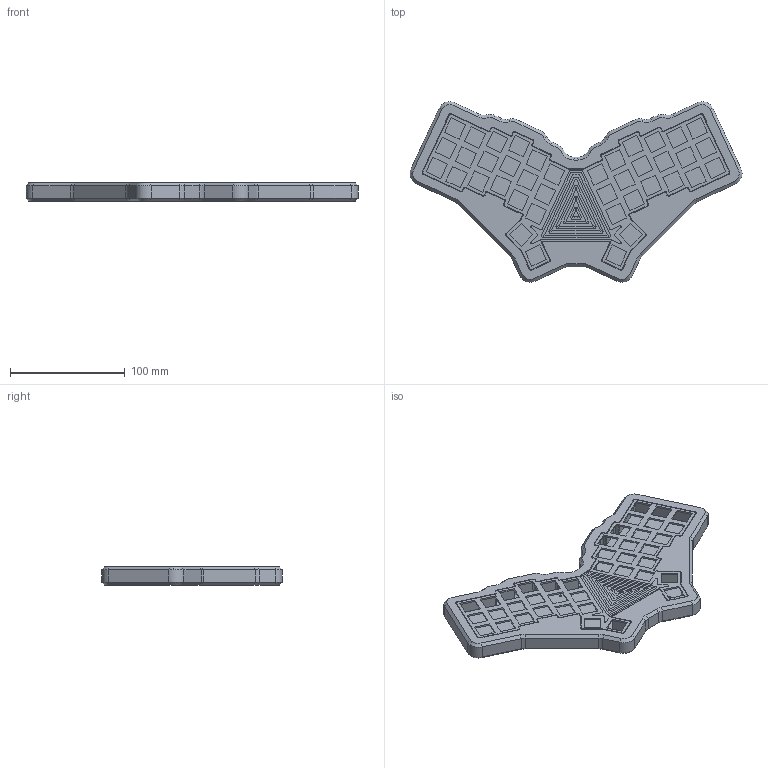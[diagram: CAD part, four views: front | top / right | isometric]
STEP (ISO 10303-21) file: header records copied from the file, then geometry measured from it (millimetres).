
FILE_DESCRIPTION(('HOOPS Exchange Step'),'2;1');
FILE_NAME('temp_export','2024-06-04T19:49:21-04:00',('jscotto'),('Shapr3D Limited'),'HOOPS Exchange 2024.2','Shapr3D','Authorized');
FILE_SCHEMA( ('AUTOMOTIVE_DESIGN { 1 0 10303 214 1 1 1 1 }') );
Length unit declared in the file: millimetre
Products named in the file (2): Plate; 3x6 (Thick Bezel)
Assembly tree (1 placements, depth 2):
  3x6 (Thick Bezel)
    Plate
Bounding box: 289.53 x 157.51 x 15.8 mm (x, y, z)
Volume: 219979.9 mm3; surface area: 104566.7 mm2
Topology: 3 solids, 3 shells, 927 faces, 2617 edges, 1710 vertices
Faces by surface type: plane 508, cylinder 350, cone 69
Full cylindrical faces by diameter (mm): 2.2 x8
Entity records: 30575 total; most frequent: CARTESIAN_POINT 5556, DIRECTION 5247, ORIENTED_EDGE 5234, EDGE_CURVE 2617, VECTOR 1825, LINE 1825, AXIS2_PLACEMENT_3D 1711, VERTEX_POINT 1710
